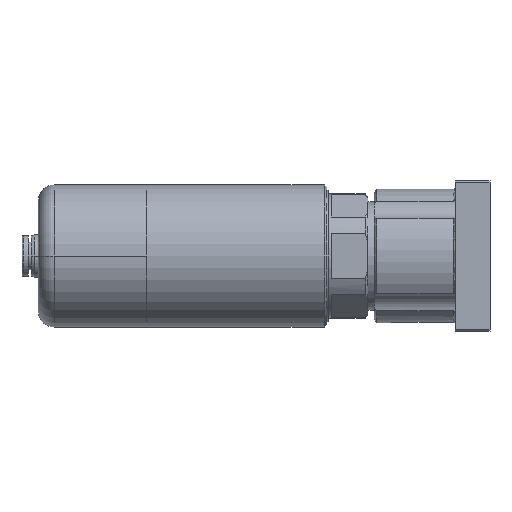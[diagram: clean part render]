
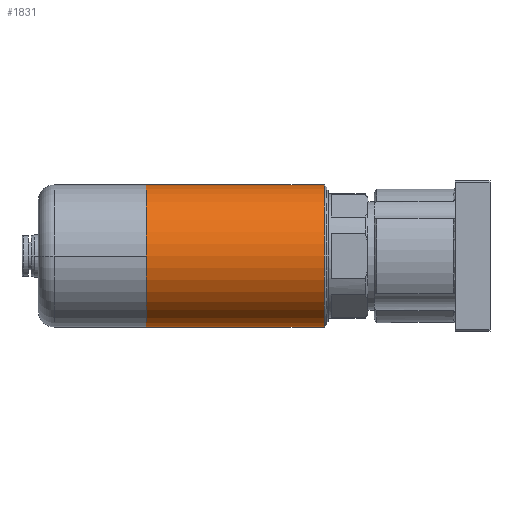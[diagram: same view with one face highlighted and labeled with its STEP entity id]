
A CAD part, left-side view. The second image highlights one B-rep face of the part: STEP entity #1831.
In plain terms, the highlighted cylindrical face has radius 13.5 mm (diameter 27 mm), a partial arc.
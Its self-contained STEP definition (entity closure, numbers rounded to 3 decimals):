
#40 = DIRECTION ( 'NONE',  ( 0., 1., 0. ) ) ;
#71 = ORIENTED_EDGE ( 'NONE', *, *, #3179, .F. ) ;
#160 = CIRCLE ( 'NONE', #691, 13.5 ) ;
#221 = LINE ( 'NONE', #1474, #3366 ) ;
#242 = CARTESIAN_POINT ( 'NONE',  ( 0., 65.3, 13.5 ) ) ;
#392 = EDGE_CURVE ( '����13', #2301, #2761, #2200, .T. ) ;
#394 = DIRECTION ( 'NONE',  ( 0., 0., 1. ) ) ;
#469 = EDGE_LOOP ( 'NONE', ( #71, #3145, #3102, #3436, #3171 ) ) ;
#575 = VERTEX_POINT ( 'NONE', #242 ) ;
#642 = EDGE_CURVE ( '����17', #1180, #2675, #160, .T. ) ;
#691 = AXIS2_PLACEMENT_3D ( 'NONE', #1962, #3211, #394 ) ;
#711 = AXIS2_PLACEMENT_3D ( 'NONE', #1591, #40, #3794 ) ;
#736 = CARTESIAN_POINT ( 'NONE',  ( 0., 65.3, 0. ) ) ;
#816 = AXIS2_PLACEMENT_3D ( 'NONE', #3322, #3936, #3035 ) ;
#1180 = VERTEX_POINT ( 'NONE', #1974 ) ;
#1193 = CARTESIAN_POINT ( 'NONE',  ( 0., 31.5, 13.5 ) ) ;
#1365 = DIRECTION ( 'NONE',  ( 0., 0., 1. ) ) ;
#1378 = DIRECTION ( 'NONE',  ( 0., -1., 0. ) ) ;
#1474 = CARTESIAN_POINT ( 'NONE',  ( 0., 65.3, -13.5 ) ) ;
#1591 = CARTESIAN_POINT ( 'NONE',  ( 0., 65.3, 0. ) ) ;
#1762 = EDGE_CURVE ( '����1', #2301, #1180, #221, .T. ) ;
#1831 = ADVANCED_FACE ( 'NONE', ( #2688 ), #4018, .T. ) ;
#1962 = CARTESIAN_POINT ( 'NONE',  ( 0., 31.5, 0. ) ) ;
#1974 = CARTESIAN_POINT ( 'NONE',  ( 0., 31.5, -13.5 ) ) ;
#2000 = AXIS2_PLACEMENT_3D ( 'NONE', #736, #3876, #1365 ) ;
#2136 = CARTESIAN_POINT ( 'NONE',  ( -13.5, 65.3, 0. ) ) ;
#2200 = CIRCLE ( 'NONE', #2000, 13.5 ) ;
#2301 = VERTEX_POINT ( 'NONE', #3742 ) ;
#2481 = CIRCLE ( 'NONE', #711, 13.5 ) ;
#2675 = VERTEX_POINT ( 'NONE', #1193 ) ;
#2688 = FACE_OUTER_BOUND ( 'NONE', #469, .T. ) ;
#2761 = VERTEX_POINT ( 'NONE', #2136 ) ;
#3035 = DIRECTION ( 'NONE',  ( 0., 0., -1. ) ) ;
#3095 = EDGE_CURVE ( '����2', #2761, #575, #2481, .T. ) ;
#3102 = ORIENTED_EDGE ( 'NONE', *, *, #392, .F. ) ;
#3145 = ORIENTED_EDGE ( 'NONE', *, *, #3095, .F. ) ;
#3171 = ORIENTED_EDGE ( 'NONE', *, *, #642, .T. ) ;
#3179 = EDGE_CURVE ( '����12', #575, #2675, #3952, .T. ) ;
#3194 = VECTOR ( 'NONE', #1378, 1000. ) ;
#3211 = DIRECTION ( 'NONE',  ( 0., 1., 0. ) ) ;
#3322 = CARTESIAN_POINT ( 'NONE',  ( 0., 65.3, 0. ) ) ;
#3366 = VECTOR ( 'NONE', #3694, 1000. ) ;
#3436 = ORIENTED_EDGE ( 'NONE', *, *, #1762, .T. ) ;
#3590 = CARTESIAN_POINT ( 'NONE',  ( 0., 65.3, 13.5 ) ) ;
#3694 = DIRECTION ( 'NONE',  ( 0., -1., 0. ) ) ;
#3742 = CARTESIAN_POINT ( 'NONE',  ( 0., 65.3, -13.5 ) ) ;
#3794 = DIRECTION ( 'NONE',  ( 0., 0., 1. ) ) ;
#3876 = DIRECTION ( 'NONE',  ( 0., 1., 0. ) ) ;
#3936 = DIRECTION ( 'NONE',  ( 0., -1., 0. ) ) ;
#3952 = LINE ( 'NONE', #3590, #3194 ) ;
#4018 = CYLINDRICAL_SURFACE ( 'NONE', #816, 13.5 ) ;
